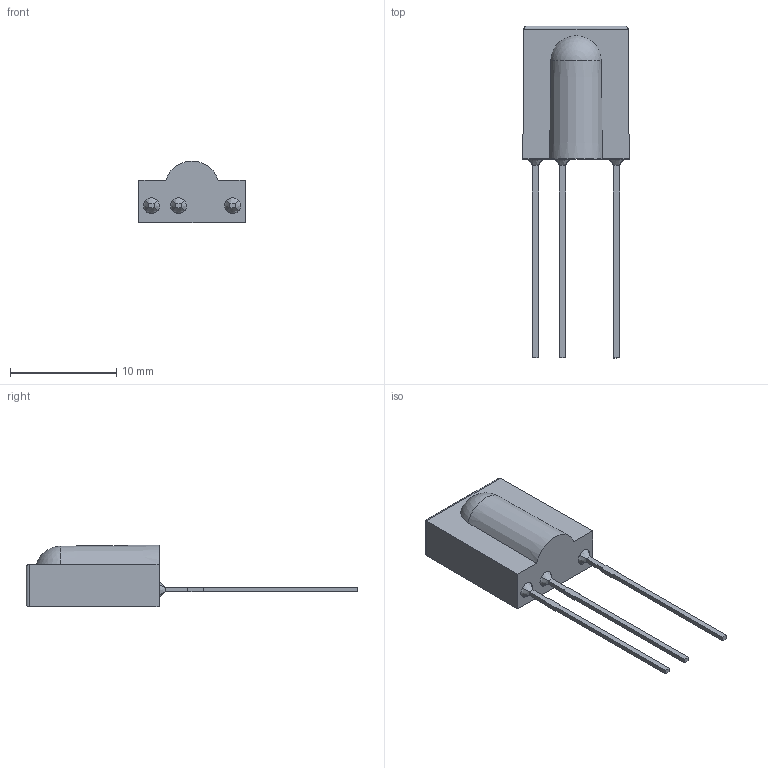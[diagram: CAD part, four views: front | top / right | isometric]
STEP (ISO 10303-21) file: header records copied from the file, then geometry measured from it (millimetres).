
FILE_DESCRIPTION(/* description */ (''),/* implementation_level */ '2;1');
FILE_NAME(/* name */ 'Cast IR Receiver.stp',/* time_stamp */ '2018-03-21T16:27:53+01:00',/* author */ ('mmangarudov'),/* organization */ (''),/* preprocessor_version */ 'ST-DEVELOPER v16.1',/* originating_system */ 'Autodesk Inventor 2016',/* authorisation */ '');
FILE_SCHEMA (('AUTOMOTIVE_DESIGN { 1 0 10303 214 3 1 1 }'));
Length unit declared in the file: millimetre
Products named in the file (3): MM-200-274.01; MM-200-273.01; MM-200-275.01
Assembly tree (2 placements, depth 2):
  MM-200-275.01
    MM-200-274.01
    MM-200-273.01
Bounding box: 10 x 31.2 x 5.79 mm (x, y, z)
Volume: 573 mm3; surface area: 551.8 mm2
Topology: 4 solids, 4 shells, 69 faces, 174 edges, 116 vertices
Faces by surface type: plane 51, bspline 12, cylinder 4, sphere 1, cone 1
Entity records: 2349 total; most frequent: CARTESIAN_POINT 674, ORIENTED_EDGE 348, DIRECTION 291, EDGE_CURVE 174, LINE 153, VECTOR 153, VERTEX_POINT 116, EDGE_LOOP 72
